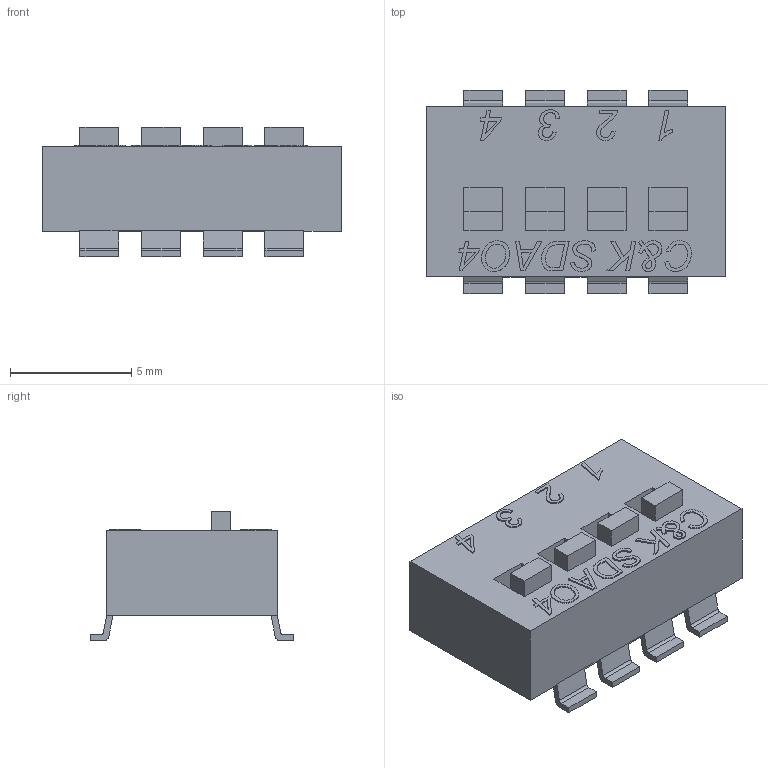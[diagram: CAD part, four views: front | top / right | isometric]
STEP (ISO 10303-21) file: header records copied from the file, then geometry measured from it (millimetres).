
FILE_DESCRIPTION( ( 'Unknown' ), '1' );
FILE_NAME( 'SDA04.stp', 'Unknown', ( 'Unknown' ), ( 'Unknown' ), 'PSStep 14.0', 'Unknown', ' ' );
FILE_SCHEMA( ( 'AUTOMOTIVE_DESIGN { 1 0 10303 214 1 1 1 1 }' ) );
Length unit declared in the file: millimetre
Products named in the file (1): 1
Bounding box: 12.32 x 8.39 x 5.34 mm (x, y, z)
Volume: 304 mm3; surface area: 398.5 mm2
Topology: 1 solids, 1 shells, 225 faces, 596 edges, 396 vertices
Faces by surface type: plane 180, extrusion 29, cylinder 16
Entity records: 9941 total; most frequent: CARTESIAN_POINT 2893, ORIENTED_EDGE 1188, DIRECTION 853, EDGE_CURVE 594, VERTEX_POINT 396, VECTOR 395, LINE 366, EDGE_LOOP 250
